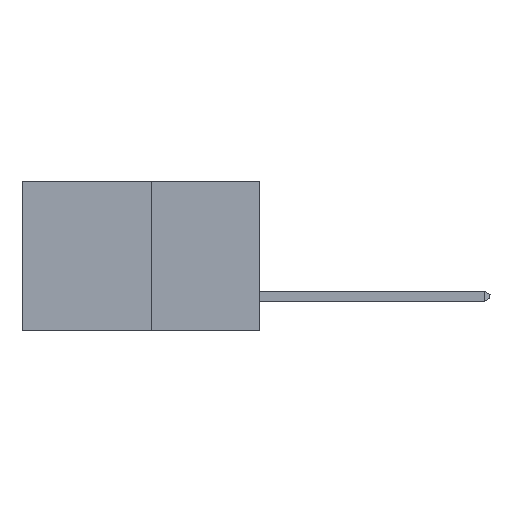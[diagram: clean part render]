
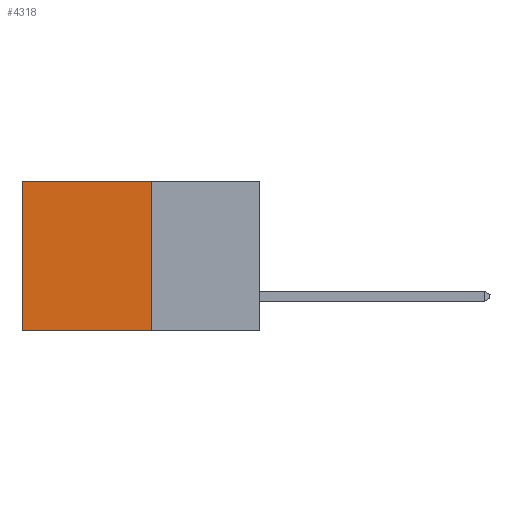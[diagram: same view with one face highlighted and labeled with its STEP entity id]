
A CAD part, left-side view. The second image highlights one B-rep face of the part: STEP entity #4318.
In plain terms, the highlighted planar face has unit normal (-1, 0, 0).
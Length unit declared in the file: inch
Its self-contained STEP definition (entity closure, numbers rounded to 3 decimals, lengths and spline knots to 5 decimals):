
#21 = DIRECTION ( 'NONE',  ( 0., 0., -1. ) ) ;
#42 = DIRECTION ( 'NONE',  ( 1., 0., 0. ) ) ;
#182 = CARTESIAN_POINT ( 'NONE',  ( 0.277, 0.27, -0.37 ) ) ;
#342 = ORIENTED_EDGE ( 'NONE', *, *, #5899, .T. ) ;
#484 = DIRECTION ( 'NONE',  ( 0., 1., 0. ) ) ;
#682 = VERTEX_POINT ( 'NONE', #7637 ) ;
#970 = ORIENTED_EDGE ( 'NONE', *, *, #1720, .F. ) ;
#1238 = VECTOR ( 'NONE', #484, 39.37008 ) ;
#1658 = PLANE ( 'NONE',  #11460 ) ;
#1714 = FACE_OUTER_BOUND ( 'NONE', #8294, .T. ) ;
#1720 = EDGE_CURVE ( 'NONE', #9161, #682, #2593, .T. ) ;
#1852 = LINE ( 'NONE', #10818, #3948 ) ;
#2593 = LINE ( 'NONE', #5377, #4750 ) ;
#2957 = DIRECTION ( 'NONE',  ( 0., 1., 0. ) ) ;
#3017 = CARTESIAN_POINT ( 'NONE',  ( 0.277, 0.27, 0. ) ) ;
#3227 = CARTESIAN_POINT ( 'NONE',  ( 0.277, 0.27, -0.37 ) ) ;
#3388 = ORIENTED_EDGE ( 'NONE', *, *, #10270, .T. ) ;
#3948 = VECTOR ( 'NONE', #9071, 39.37008 ) ;
#4318 = ADVANCED_FACE ( 'NONE', ( #1714 ), #1658, .F. ) ;
#4750 = VECTOR ( 'NONE', #5295, 39.37008 ) ;
#5097 = CARTESIAN_POINT ( 'NONE',  ( 0.277, 0.59, -0.37 ) ) ;
#5295 = DIRECTION ( 'NONE',  ( 0., 0., -1. ) ) ;
#5377 = CARTESIAN_POINT ( 'NONE',  ( 0.277, 0.27, -0.37 ) ) ;
#5899 = EDGE_CURVE ( 'NONE', #9161, #6873, #7781, .T. ) ;
#6873 = VERTEX_POINT ( 'NONE', #10425 ) ;
#7363 = VERTEX_POINT ( 'NONE', #5097 ) ;
#7637 = CARTESIAN_POINT ( 'NONE',  ( 0.277, 0.27, -0.37 ) ) ;
#7781 = LINE ( 'NONE', #3017, #9810 ) ;
#8222 = LINE ( 'NONE', #3227, #1238 ) ;
#8294 = EDGE_LOOP ( 'NONE', ( #3388, #10811, #970, #342 ) ) ;
#8498 = CARTESIAN_POINT ( 'NONE',  ( 0.277, 0.27, 0. ) ) ;
#8543 = EDGE_CURVE ( 'NONE', #682, #7363, #8222, .T. ) ;
#9071 = DIRECTION ( 'NONE',  ( 0., 0., -1. ) ) ;
#9161 = VERTEX_POINT ( 'NONE', #8498 ) ;
#9810 = VECTOR ( 'NONE', #2957, 39.37008 ) ;
#10270 = EDGE_CURVE ( 'NONE', #6873, #7363, #1852, .T. ) ;
#10425 = CARTESIAN_POINT ( 'NONE',  ( 0.277, 0.59, 0. ) ) ;
#10811 = ORIENTED_EDGE ( 'NONE', *, *, #8543, .F. ) ;
#10818 = CARTESIAN_POINT ( 'NONE',  ( 0.277, 0.59, -0.37 ) ) ;
#11460 = AXIS2_PLACEMENT_3D ( 'NONE', #182, #42, #21 ) ;
